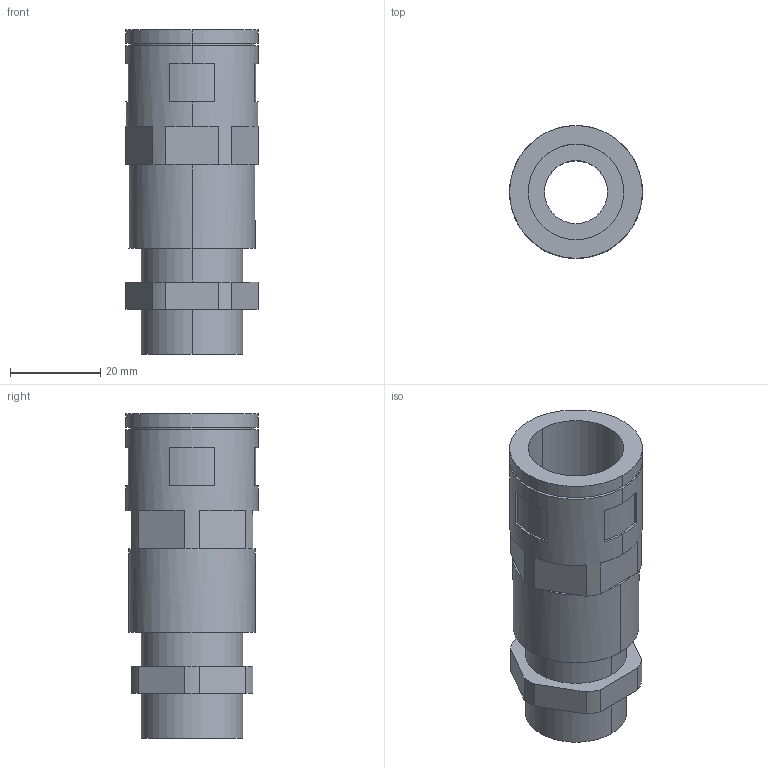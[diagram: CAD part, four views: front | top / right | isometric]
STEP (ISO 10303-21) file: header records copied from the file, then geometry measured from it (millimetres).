
FILE_DESCRIPTION(('Creo Elements/Direct Modeling STEP Export'),'2;1');
FILE_NAME('model.stp','2019-01-31T 9:13:36',(''),(''),'Creo Elements/Direct Modeling STEP processor for AP214 (Solid Model)','Creo Elements/Direct Modeling 18.1I 14-Aug-2016 (C) Parametric Technology GmbH','');
FILE_SCHEMA(('AUTOMOTIVE_DESIGN { 1 0 10303 214 1 1 1 1 }'));
Length unit declared in the file: millimetre
Products named in the file (2): WP_GR_HF_IP66_PG16_BK-select
Assembly tree (1 placements, depth 2):
  WP_GR_HF_IP66_PG16_BK-select
    WP_GR_HF_IP66_PG16_BK-select
Bounding box: 29.5 x 29.5 x 72 mm (x, y, z)
Volume: 26519 mm3; surface area: 11620.1 mm2
Topology: 1 solids, 1 shells, 80 faces, 198 edges, 128 vertices
Faces by surface type: plane 54, cylinder 26
Entity records: 2691 total; most frequent: ORIENTED_EDGE 396, CARTESIAN_POINT 328, DIRECTION 298, EDGE_CURVE 198, VERTEX_POINT 128, VECTOR 102, LINE 102, AXIS2_PLACEMENT_3D 98
